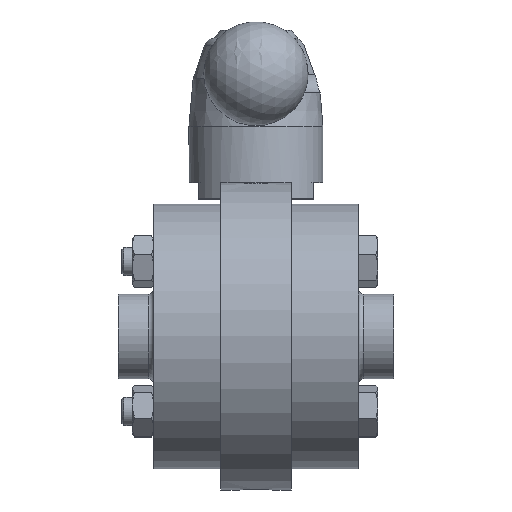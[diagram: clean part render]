
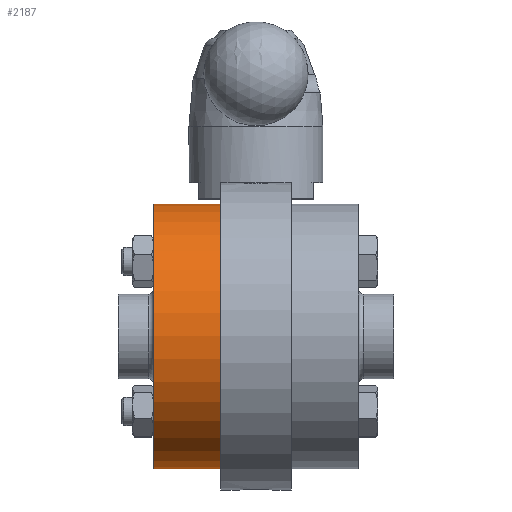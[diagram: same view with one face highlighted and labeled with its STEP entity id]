
A CAD part, top view. The second image highlights one B-rep face of the part: STEP entity #2187.
In plain terms, the highlighted cylindrical face has radius 37.5 mm (diameter 75 mm), a full revolution.
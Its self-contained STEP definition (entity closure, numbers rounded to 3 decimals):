
#2160=CARTESIAN_POINT('',(0.0,0.0,0.0));
#2161=DIRECTION('',(-1.0,0.0,0.0));
#2162=DIRECTION('',(0.0,-1.0,0.0));
#2163=AXIS2_PLACEMENT_3D('',#2160,#2161,#2162);
#2164=CYLINDRICAL_SURFACE('',#2163,37.5);
#2165=CARTESIAN_POINT('',(-10.0,-37.5,0.0));
#2166=VERTEX_POINT('',#2165);
#2167=CARTESIAN_POINT('',(-10.0,0.0,0.0));
#2168=DIRECTION('',(-1.0,0.0,0.0));
#2169=DIRECTION('',(0.0,1.0,0.0));
#2170=AXIS2_PLACEMENT_3D('',#2167,#2168,#2169);
#2171=CIRCLE('',#2170,37.5);
#2172=EDGE_CURVE('',#2166,#2166,#2171,.T.);
#2173=ORIENTED_EDGE('',*,*,#2172,.T.);
#2174=EDGE_LOOP('',(#2173));
#2175=FACE_OUTER_BOUND('',#2174,.T.);
#2176=CARTESIAN_POINT('',(-29.,-37.5,0.0));
#2177=VERTEX_POINT('',#2176);
#2178=CARTESIAN_POINT('',(-29.,0.0,0.0));
#2179=DIRECTION('',(1.0,0.0,0.0));
#2180=DIRECTION('',(0.0,1.0,0.0));
#2181=AXIS2_PLACEMENT_3D('',#2178,#2179,#2180);
#2182=CIRCLE('',#2181,37.5);
#2183=EDGE_CURVE('',#2177,#2177,#2182,.T.);
#2184=ORIENTED_EDGE('',*,*,#2183,.T.);
#2185=EDGE_LOOP('',(#2184));
#2186=FACE_BOUND('',#2185,.T.);
#2187=ADVANCED_FACE('',(#2175,#2186),#2164,.T.);
